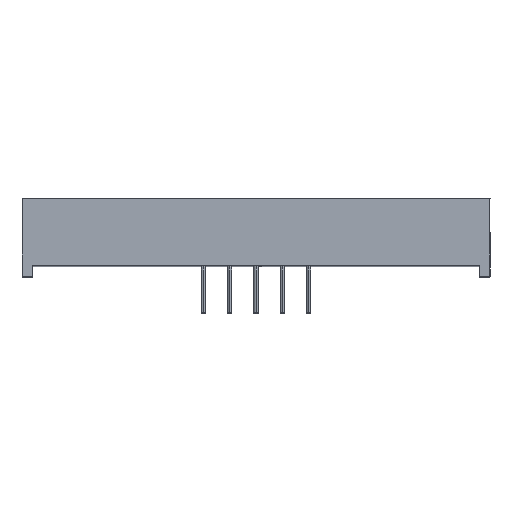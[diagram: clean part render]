
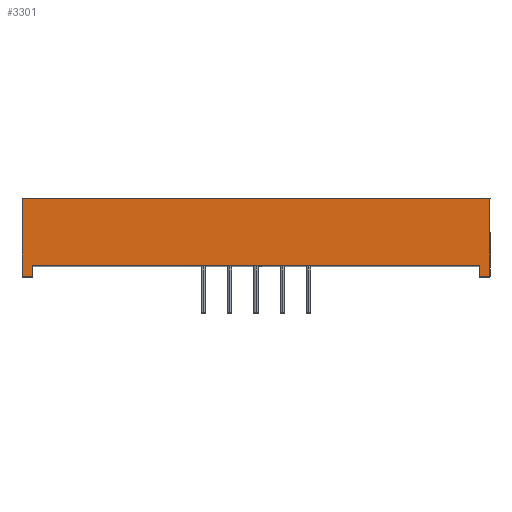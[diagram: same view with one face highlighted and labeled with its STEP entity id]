
A CAD part, top view. The second image highlights one B-rep face of the part: STEP entity #3301.
In plain terms, the highlighted planar face has unit normal (0, 0, 1).
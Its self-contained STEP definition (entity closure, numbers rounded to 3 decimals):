
#129 = VERTEX_POINT ( 'NONE', #3616 ) ;
#130 = VERTEX_POINT ( 'NONE', #3617 ) ;
#231 = VERTEX_POINT ( 'NONE', #3718 ) ;
#232 = VERTEX_POINT ( 'NONE', #3719 ) ;
#238 = VERTEX_POINT ( 'NONE', #3725 ) ;
#265 = VERTEX_POINT ( 'NONE', #3752 ) ;
#266 = VERTEX_POINT ( 'NONE', #3753 ) ;
#291 = VERTEX_POINT ( 'NONE', #3778 ) ;
#829 = ORIENTED_EDGE ( 'NONE', *, *, #1324, .F. ) ;
#830 = ORIENTED_EDGE ( 'NONE', *, *, #1336, .T. ) ;
#831 = ORIENTED_EDGE ( 'NONE', *, *, #1214, .T. ) ;
#832 = ORIENTED_EDGE ( 'NONE', *, *, #1408, .T. ) ;
#833 = ORIENTED_EDGE ( 'NONE', *, *, #1401, .T. ) ;
#834 = ORIENTED_EDGE ( 'NONE', *, *, #1363, .T. ) ;
#835 = ORIENTED_EDGE ( 'NONE', *, *, #1403, .F. ) ;
#836 = ORIENTED_EDGE ( 'NONE', *, *, #1391, .F. ) ;
#1214 = EDGE_CURVE ( 'NONE', #130, #129, #4044, .T. ) ;
#1324 = EDGE_CURVE ( 'NONE', #231, #232, #4686, .T. ) ;
#1336 = EDGE_CURVE ( 'NONE', #238, #130, #4722, .T. ) ;
#1363 = EDGE_CURVE ( 'NONE', #266, #265, #4803, .T. ) ;
#1391 = EDGE_CURVE ( 'NONE', #238, #291, #4887, .T. ) ;
#1401 = EDGE_CURVE ( 'NONE', #231, #266, #4917, .T. ) ;
#1403 = EDGE_CURVE ( 'NONE', #291, #265, #4923, .T. ) ;
#1408 = EDGE_CURVE ( 'NONE', #129, #232, #4938, .T. ) ;
#2487 = EDGE_LOOP ( 'NONE', ( #830, #831, #832, #829, #833, #834, #835, #836 ) ) ;
#3301 = ADVANCED_FACE ( 'NONE', ( #10301 ), #11813, .F. ) ;
#3616 = CARTESIAN_POINT ( 'NONE',  ( 43., -13., 61. ) ) ;
#3617 = CARTESIAN_POINT ( 'NONE',  ( -43., -13., 61. ) ) ;
#3718 = CARTESIAN_POINT ( 'NONE',  ( 45., -15., 61. ) ) ;
#3719 = CARTESIAN_POINT ( 'NONE',  ( 43., -15., 61. ) ) ;
#3725 = CARTESIAN_POINT ( 'NONE',  ( -43., -15., 61. ) ) ;
#3752 = CARTESIAN_POINT ( 'NONE',  ( -45., 0., 61. ) ) ;
#3753 = CARTESIAN_POINT ( 'NONE',  ( 45., 0., 61. ) ) ;
#3778 = CARTESIAN_POINT ( 'NONE',  ( -45., -15., 61. ) ) ;
#4044 = LINE ( 'NONE', #4045, #10590 ) ;
#4045 = CARTESIAN_POINT ( 'NONE',  ( 0., -13., 61. ) ) ;
#4046 = DIRECTION ( 'NONE',  ( 1., 0., 0. ) ) ;
#4686 = LINE ( 'NONE', #4687, #10673 ) ;
#4687 = CARTESIAN_POINT ( 'NONE',  ( 0., -15., 61. ) ) ;
#4688 = DIRECTION ( 'NONE',  ( -1., 0., 0. ) ) ;
#4722 = LINE ( 'NONE', #4723, #10685 ) ;
#4723 = CARTESIAN_POINT ( 'NONE',  ( -43., -78.611, 61. ) ) ;
#4724 = DIRECTION ( 'NONE',  ( 0., 1., 0. ) ) ;
#4803 = LINE ( 'NONE', #4804, #10712 ) ;
#4804 = CARTESIAN_POINT ( 'NONE',  ( 0., 0., 61. ) ) ;
#4805 = DIRECTION ( 'NONE',  ( -1., 0., 0. ) ) ;
#4887 = LINE ( 'NONE', #4888, #10740 ) ;
#4888 = CARTESIAN_POINT ( 'NONE',  ( 0., -15., 61. ) ) ;
#4889 = DIRECTION ( 'NONE',  ( -1., 0., 0. ) ) ;
#4917 = LINE ( 'NONE', #4918, #10750 ) ;
#4918 = CARTESIAN_POINT ( 'NONE',  ( 45., -15., 61. ) ) ;
#4919 = DIRECTION ( 'NONE',  ( 0., 1., 0. ) ) ;
#4923 = LINE ( 'NONE', #4924, #10752 ) ;
#4924 = CARTESIAN_POINT ( 'NONE',  ( -45., -15., 61. ) ) ;
#4925 = DIRECTION ( 'NONE',  ( 0., 1., 0. ) ) ;
#4938 = LINE ( 'NONE', #4939, #10757 ) ;
#4939 = CARTESIAN_POINT ( 'NONE',  ( 43., -78.611, 61. ) ) ;
#4940 = DIRECTION ( 'NONE',  ( 0., -1., 0. ) ) ;
#10301 = FACE_OUTER_BOUND ( 'NONE', #2487, .T. ) ;
#10307 = AXIS2_PLACEMENT_3D ( 'NONE', #11814, #11815, #11816 ) ;
#10590 = VECTOR ( 'NONE', #4046, 1000. ) ;
#10673 = VECTOR ( 'NONE', #4688, 1000. ) ;
#10685 = VECTOR ( 'NONE', #4724, 1000. ) ;
#10712 = VECTOR ( 'NONE', #4805, 1000. ) ;
#10740 = VECTOR ( 'NONE', #4889, 1000. ) ;
#10750 = VECTOR ( 'NONE', #4919, 1000. ) ;
#10752 = VECTOR ( 'NONE', #4925, 1000. ) ;
#10757 = VECTOR ( 'NONE', #4940, 1000. ) ;
#11813 = PLANE ( 'NONE',  #10307 ) ;
#11814 = CARTESIAN_POINT ( 'NONE',  ( 0., -15., 61. ) ) ;
#11815 = DIRECTION ( 'NONE',  ( 0., 0., -1. ) ) ;
#11816 = DIRECTION ( 'NONE',  ( -1., 0., 0. ) ) ;
